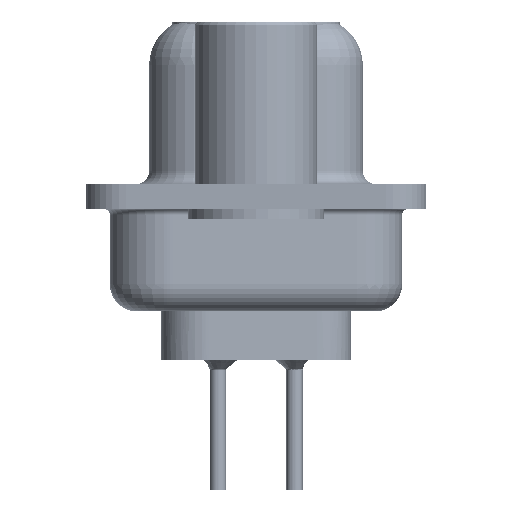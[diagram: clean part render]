
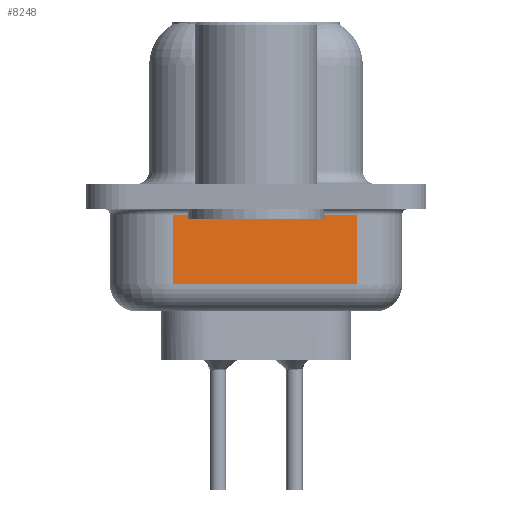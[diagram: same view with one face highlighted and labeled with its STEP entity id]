
A CAD part, left-side view. The second image highlights one B-rep face of the part: STEP entity #8248.
In plain terms, the highlighted planar face has unit normal (-0.985, -0.174, 0).
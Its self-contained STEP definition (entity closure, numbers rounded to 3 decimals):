
#1976 = DIRECTION ( 'NONE',  ( 0., 0., 1. ) ) ;
#2989 = CARTESIAN_POINT ( 'NONE',  ( 2.85, 3.053, -3.25 ) ) ;
#3666 = PLANE ( 'NONE',  #16150 ) ;
#4153 = DIRECTION ( 'NONE',  ( -0.174, 0.985, 0. ) ) ;
#4541 = CARTESIAN_POINT ( 'NONE',  ( 4.049, -3.747, -3.25 ) ) ;
#4573 = VECTOR ( 'NONE', #4153, 1000. ) ;
#5205 = VECTOR ( 'NONE', #17155, 1000. ) ;
#6400 = EDGE_LOOP ( 'NONE', ( #16191, #23404, #18736, #7005 ) ) ;
#6491 = VERTEX_POINT ( 'NONE', #15620 ) ;
#7005 = ORIENTED_EDGE ( 'NONE', *, *, #15663, .T. ) ;
#7426 = EDGE_CURVE ( 'NONE', #16399, #6491, #10856, .T. ) ;
#7786 = DIRECTION ( 'NONE',  ( 0.174, -0.985, 0. ) ) ;
#8149 = DIRECTION ( 'NONE',  ( 0.985, 0.174, 0. ) ) ;
#8248 = ADVANCED_FACE ( 'NONE', ( #23641 ), #3666, .F. ) ;
#8398 = LINE ( 'NONE', #17570, #27963 ) ;
#10111 = CARTESIAN_POINT ( 'NONE',  ( 2.85, 3.053, -3.25 ) ) ;
#10856 = LINE ( 'NONE', #19774, #5205 ) ;
#15207 = EDGE_CURVE ( 'NONE', #22191, #20673, #8398, .T. ) ;
#15620 = CARTESIAN_POINT ( 'NONE',  ( 4.049, -3.747, -0.7 ) ) ;
#15663 = EDGE_CURVE ( 'NONE', #6491, #20673, #17378, .T. ) ;
#16150 = AXIS2_PLACEMENT_3D ( 'NONE', #28183, #8149, #17043 ) ;
#16191 = ORIENTED_EDGE ( 'NONE', *, *, #15207, .F. ) ;
#16399 = VERTEX_POINT ( 'NONE', #4541 ) ;
#17043 = DIRECTION ( 'NONE',  ( -0.174, 0.985, 0. ) ) ;
#17155 = DIRECTION ( 'NONE',  ( 0., 0., 1. ) ) ;
#17378 = LINE ( 'NONE', #21784, #4573 ) ;
#17570 = CARTESIAN_POINT ( 'NONE',  ( 2.85, 3.053, -4.25 ) ) ;
#18722 = LINE ( 'NONE', #10111, #18889 ) ;
#18736 = ORIENTED_EDGE ( 'NONE', *, *, #7426, .T. ) ;
#18889 = VECTOR ( 'NONE', #7786, 1000. ) ;
#19099 = CARTESIAN_POINT ( 'NONE',  ( 2.85, 3.053, -0.7 ) ) ;
#19774 = CARTESIAN_POINT ( 'NONE',  ( 4.049, -3.747, -4.25 ) ) ;
#20673 = VERTEX_POINT ( 'NONE', #19099 ) ;
#21784 = CARTESIAN_POINT ( 'NONE',  ( 2.85, 3.053, -0.7 ) ) ;
#22191 = VERTEX_POINT ( 'NONE', #2989 ) ;
#23404 = ORIENTED_EDGE ( 'NONE', *, *, #27593, .T. ) ;
#23641 = FACE_OUTER_BOUND ( 'NONE', #6400, .T. ) ;
#27593 = EDGE_CURVE ( 'NONE', #22191, #16399, #18722, .T. ) ;
#27963 = VECTOR ( 'NONE', #1976, 1000. ) ;
#28183 = CARTESIAN_POINT ( 'NONE',  ( 2.85, 3.053, -4.25 ) ) ;
